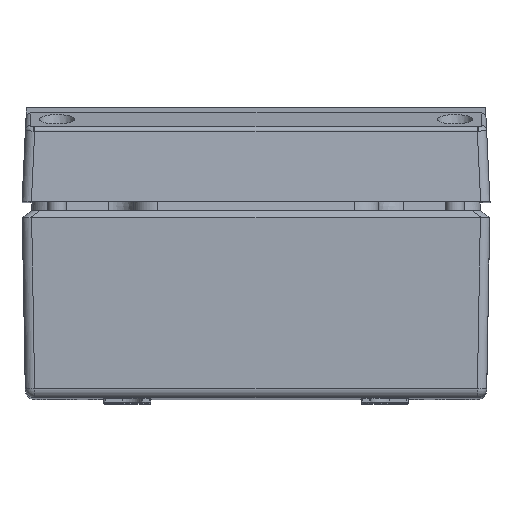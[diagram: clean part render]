
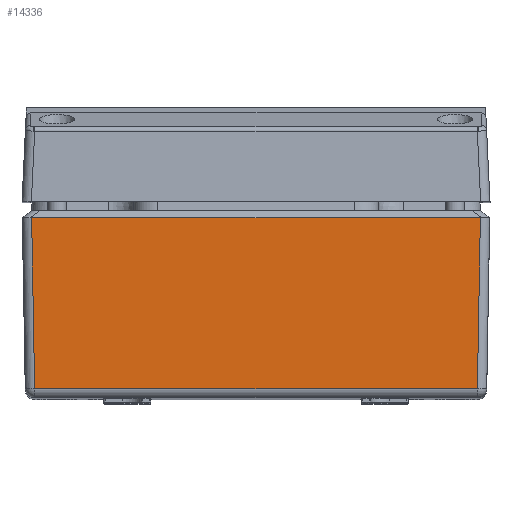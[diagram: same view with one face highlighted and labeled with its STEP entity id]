
A CAD part, top view. The second image highlights one B-rep face of the part: STEP entity #14336.
In plain terms, the highlighted planar face has unit normal (0, -0.018, 1).
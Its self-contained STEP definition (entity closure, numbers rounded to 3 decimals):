
#2605=FACE_OUTER_BOUND('',#3686,.T.);
#3686=EDGE_LOOP('',(#12127,#12128,#12129,#12130));
#4620=LINE('',#34596,#5436);
#4621=LINE('',#34598,#5437);
#4622=LINE('',#34600,#5438);
#4623=LINE('',#34601,#5439);
#5436=VECTOR('',#19357,1000.);
#5437=VECTOR('',#19358,1000.);
#5438=VECTOR('',#19359,1000.);
#5439=VECTOR('',#19360,1000.);
#6982=VERTEX_POINT('',#34594);
#6983=VERTEX_POINT('',#34595);
#6984=VERTEX_POINT('',#34597);
#6985=VERTEX_POINT('',#34599);
#8775=EDGE_CURVE('',#6982,#6983,#4620,.T.);
#8776=EDGE_CURVE('',#6983,#6984,#4621,.T.);
#8777=EDGE_CURVE('',#6984,#6985,#4622,.T.);
#8778=EDGE_CURVE('',#6985,#6982,#4623,.T.);
#12127=ORIENTED_EDGE('',*,*,#8775,.T.);
#12128=ORIENTED_EDGE('',*,*,#8776,.T.);
#12129=ORIENTED_EDGE('',*,*,#8777,.T.);
#12130=ORIENTED_EDGE('',*,*,#8778,.T.);
#13633=PLANE('',#15870);
#14336=ADVANCED_FACE('',(#2605),#13633,.T.);
#15870=AXIS2_PLACEMENT_3D('',#34593,#19355,#19356);
#19355=DIRECTION('center_axis',(0.,-0.017,1.));
#19356=DIRECTION('ref_axis',(0.,-1.,-0.017));
#19357=DIRECTION('',(1.,0.,0.));
#19358=DIRECTION('',(0.017,1.,0.017));
#19359=DIRECTION('',(-1.,0.,0.));
#19360=DIRECTION('',(0.017,-1.,-0.017));
#34593=CARTESIAN_POINT('Origin',(-50.,0.,100.));
#34594=CARTESIAN_POINT('',(-47.301,-40.035,99.301));
#34595=CARTESIAN_POINT('',(47.301,-40.035,99.301));
#34596=CARTESIAN_POINT('',(49.267,-40.035,99.301));
#34597=CARTESIAN_POINT('',(47.939,-3.5,99.939));
#34598=CARTESIAN_POINT('',(47.97,-1.71,99.97));
#34599=CARTESIAN_POINT('',(-47.939,-3.5,99.939));
#34600=CARTESIAN_POINT('',(-49.965,-3.5,99.939));
#34601=CARTESIAN_POINT('',(-48.001,0.035,100.001));
